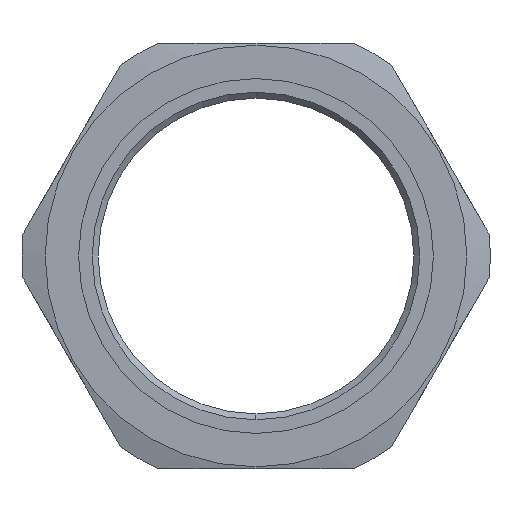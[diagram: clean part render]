
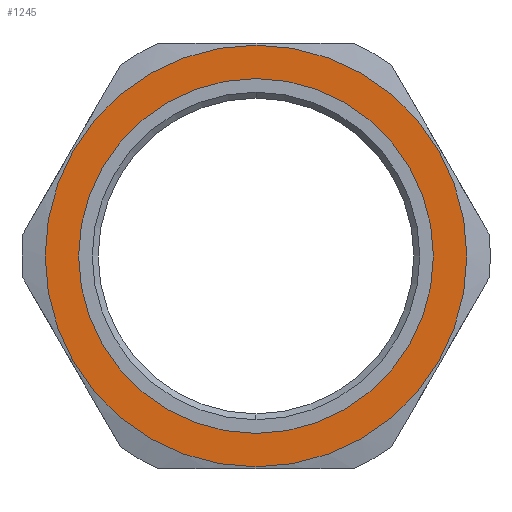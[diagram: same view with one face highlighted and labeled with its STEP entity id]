
A CAD part, left-side view. The second image highlights one B-rep face of the part: STEP entity #1245.
In plain terms, the highlighted planar face has unit normal (-1, 0, 0).
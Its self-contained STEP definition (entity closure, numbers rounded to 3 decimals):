
#346 = DIRECTION ( 'NONE',  ( 0., 0., -1. ) ) ;
#347 = EDGE_LOOP ( 'NONE', ( #1164, #2128 ) ) ;
#365 = DIRECTION ( 'NONE',  ( 0., 0., -1. ) ) ;
#412 = VERTEX_POINT ( 'NONE', #1078 ) ;
#442 = CARTESIAN_POINT ( 'NONE',  ( 24.3, 0., 0. ) ) ;
#515 = DIRECTION ( 'NONE',  ( 1., 0., 0. ) ) ;
#524 = DIRECTION ( 'NONE',  ( 1., 0., 0. ) ) ;
#575 = VERTEX_POINT ( 'NONE', #1304 ) ;
#603 = FACE_BOUND ( 'NONE', #1704, .T. ) ;
#619 = DIRECTION ( 'NONE',  ( 1., 0., 0. ) ) ;
#652 = DIRECTION ( 'NONE',  ( 1., 0., 0. ) ) ;
#674 = CARTESIAN_POINT ( 'NONE',  ( 24.3, 0., 0. ) ) ;
#675 = CIRCLE ( 'NONE', #1425, 53.5 ) ;
#720 = CIRCLE ( 'NONE', #1098, 45. ) ;
#730 = ORIENTED_EDGE ( 'NONE', *, *, #910, .T. ) ;
#770 = CIRCLE ( 'NONE', #2074, 53.5 ) ;
#787 = EDGE_CURVE ( 'NONE', #412, #1316, #770, .T. ) ;
#795 = DIRECTION ( 'NONE',  ( 0., 0., -1. ) ) ;
#849 = CARTESIAN_POINT ( 'NONE',  ( 24.3, 45., 0. ) ) ;
#858 = AXIS2_PLACEMENT_3D ( 'NONE', #1890, #2050, #1383 ) ;
#910 = EDGE_CURVE ( 'NONE', #1957, #575, #1709, .T. ) ;
#1009 = DIRECTION ( 'NONE',  ( 0., 0., -1. ) ) ;
#1078 = CARTESIAN_POINT ( 'NONE',  ( 24.3, 0., -53.5 ) ) ;
#1085 = CARTESIAN_POINT ( 'NONE',  ( 24.3, 0., -45. ) ) ;
#1098 = AXIS2_PLACEMENT_3D ( 'NONE', #674, #652, #1009 ) ;
#1128 = EDGE_CURVE ( 'NONE', #1316, #412, #675, .T. ) ;
#1164 = ORIENTED_EDGE ( 'NONE', *, *, #787, .F. ) ;
#1199 = CARTESIAN_POINT ( 'NONE',  ( 24.3, 0., 0. ) ) ;
#1209 = CARTESIAN_POINT ( 'NONE',  ( 24.3, 0., 53.5 ) ) ;
#1245 = ADVANCED_FACE ( 'NONE', ( #1397, #603 ), #2193, .F. ) ;
#1304 = CARTESIAN_POINT ( 'NONE',  ( 24.3, 0., 45. ) ) ;
#1316 = VERTEX_POINT ( 'NONE', #1209 ) ;
#1383 = DIRECTION ( 'NONE',  ( 0., 0., -1. ) ) ;
#1397 = FACE_OUTER_BOUND ( 'NONE', #347, .T. ) ;
#1425 = AXIS2_PLACEMENT_3D ( 'NONE', #442, #619, #795 ) ;
#1704 = EDGE_LOOP ( 'NONE', ( #730, #1832 ) ) ;
#1709 = CIRCLE ( 'NONE', #858, 45. ) ;
#1756 = AXIS2_PLACEMENT_3D ( 'NONE', #849, #524, #346 ) ;
#1786 = EDGE_CURVE ( 'NONE', #575, #1957, #720, .T. ) ;
#1832 = ORIENTED_EDGE ( 'NONE', *, *, #1786, .T. ) ;
#1890 = CARTESIAN_POINT ( 'NONE',  ( 24.3, 0., 0. ) ) ;
#1957 = VERTEX_POINT ( 'NONE', #1085 ) ;
#2050 = DIRECTION ( 'NONE',  ( 1., 0., 0. ) ) ;
#2074 = AXIS2_PLACEMENT_3D ( 'NONE', #1199, #515, #365 ) ;
#2128 = ORIENTED_EDGE ( 'NONE', *, *, #1128, .F. ) ;
#2193 = PLANE ( 'NONE',  #1756 ) ;
